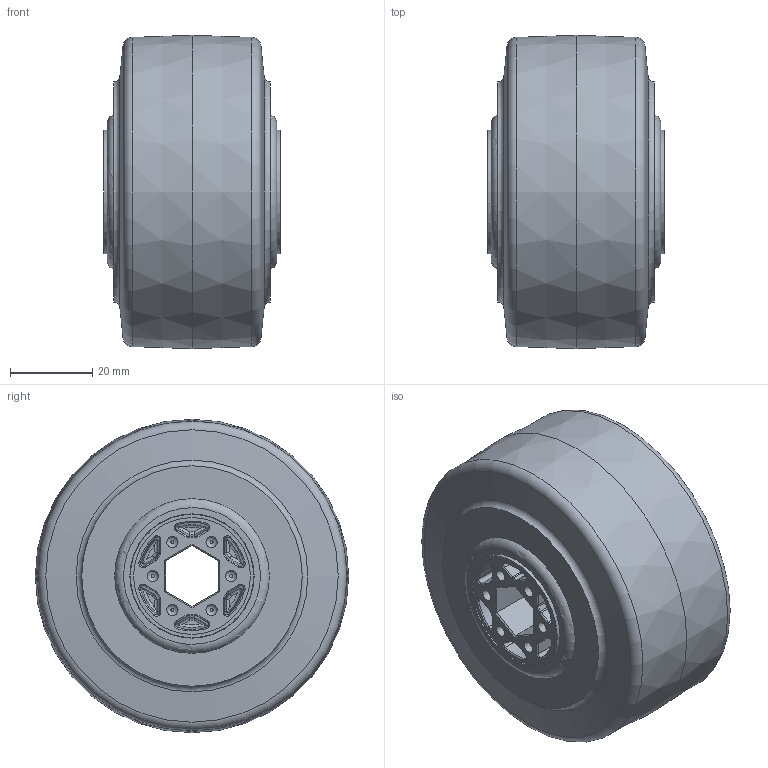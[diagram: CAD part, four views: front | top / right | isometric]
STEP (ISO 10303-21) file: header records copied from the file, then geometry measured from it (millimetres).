
FILE_DESCRIPTION(/* description */ ('STEP AP203'),/* implementation_level */ '2;1');
FILE_NAME(/* name */ 'Coulson 3in thick.ipt.step',/* time_stamp */ '2020-04-16T23:23:02-04:00',/* author */ ('IFMI-VEX04'),/* organization */ (''),/* preprocessor_version */ 'ST-DEVELOPER v17',/* originating_system */ 'Autodesk Inventor 2019',/* authorisation */ '');
FILE_SCHEMA (('AUTOMOTIVE_DESIGN { 1 0 10303 214 3 1 1 }'));
Length unit declared in the file: millimetre
Products named in the file (1): Coulson 3in thick
Bounding box: 42.89 x 76.2 x 76.2 mm (x, y, z)
Volume: 155043.2 mm3; surface area: 25399.4 mm2
Topology: 1 solids, 1 shells, 332 faces, 832 edges, 532 vertices
Faces by surface type: bspline 108, plane 74, cylinder 62, torus 54, cone 34
Full cylindrical faces by diameter (mm): 2.75 x12, 30.213 x2
Entity records: 19178 total; most frequent: CARTESIAN_POINT 11708, ORIENTED_EDGE 1664, DIRECTION 1408, EDGE_CURVE 832, AXIS2_PLACEMENT_3D 581, VERTEX_POINT 532, EDGE_LOOP 364, FACE_OUTER_BOUND 332
